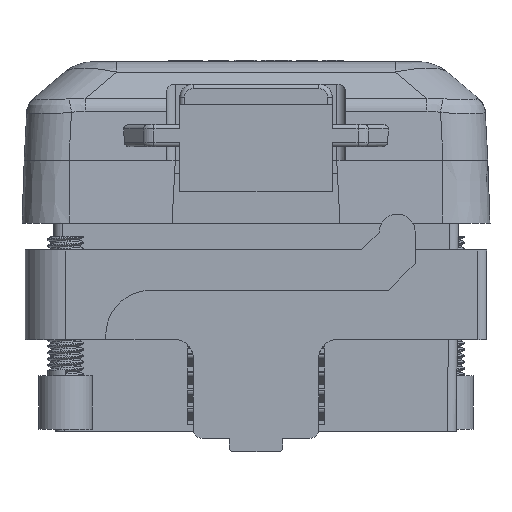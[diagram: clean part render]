
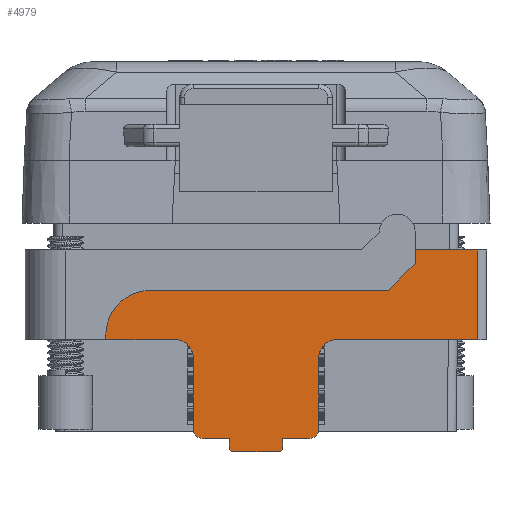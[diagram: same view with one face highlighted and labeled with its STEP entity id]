
A CAD part, front view. The second image highlights one B-rep face of the part: STEP entity #4979.
In plain terms, the highlighted planar face has unit normal (0, -1, 0).
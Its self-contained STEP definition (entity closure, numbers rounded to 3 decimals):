
#2891=CIRCLE('',#22706,2.);
#2912=CIRCLE('',#22741,5.);
#2913=CIRCLE('',#22742,2.);
#2914=CIRCLE('',#22743,1.);
#2915=CIRCLE('',#22744,0.5);
#2916=CIRCLE('',#22745,0.5);
#2917=CIRCLE('',#22746,1.);
#3892=FACE_OUTER_BOUND('',#7168,.T.);
#4979=ADVANCED_FACE('',(#3892),#5671,.T.);
#5671=PLANE('',#22747);
#7168=EDGE_LOOP('',(#12367,#12368,#12369,#12370,#12371,#12372,#12373,#12374,
#12375,#12376,#12377,#12378,#12379,#12380,#12381,#12382,#12383,#12384,#12385,
#12386,#12387));
#12367=ORIENTED_EDGE('',*,*,#17276,.F.);
#12368=ORIENTED_EDGE('',*,*,#17197,.T.);
#12369=ORIENTED_EDGE('',*,*,#17263,.T.);
#12370=ORIENTED_EDGE('',*,*,#17277,.T.);
#12371=ORIENTED_EDGE('',*,*,#17238,.F.);
#12372=ORIENTED_EDGE('',*,*,#17278,.T.);
#12373=ORIENTED_EDGE('',*,*,#17279,.F.);
#12374=ORIENTED_EDGE('',*,*,#17280,.T.);
#12375=ORIENTED_EDGE('',*,*,#17281,.T.);
#12376=ORIENTED_EDGE('',*,*,#17282,.T.);
#12377=ORIENTED_EDGE('',*,*,#17283,.T.);
#12378=ORIENTED_EDGE('',*,*,#17230,.T.);
#12379=ORIENTED_EDGE('',*,*,#17284,.T.);
#12380=ORIENTED_EDGE('',*,*,#17285,.F.);
#12381=ORIENTED_EDGE('',*,*,#17286,.F.);
#12382=ORIENTED_EDGE('',*,*,#17287,.T.);
#12383=ORIENTED_EDGE('',*,*,#17288,.T.);
#12384=ORIENTED_EDGE('',*,*,#17289,.T.);
#12385=ORIENTED_EDGE('',*,*,#17290,.T.);
#12386=ORIENTED_EDGE('',*,*,#17291,.F.);
#12387=ORIENTED_EDGE('',*,*,#17292,.T.);
#14495=VERTEX_POINT('',#56628);
#14496=VERTEX_POINT('',#56630);
#14511=VERTEX_POINT('',#56670);
#14524=VERTEX_POINT('',#56695);
#14532=VERTEX_POINT('',#56716);
#14533=VERTEX_POINT('',#56717);
#14555=VERTEX_POINT('',#56766);
#14564=VERTEX_POINT('',#56790);
#14565=VERTEX_POINT('',#56793);
#14566=VERTEX_POINT('',#56795);
#14567=VERTEX_POINT('',#56797);
#14568=VERTEX_POINT('',#56799);
#14569=VERTEX_POINT('',#56801);
#14570=VERTEX_POINT('',#56804);
#14571=VERTEX_POINT('',#56806);
#14572=VERTEX_POINT('',#56808);
#14573=VERTEX_POINT('',#56810);
#14574=VERTEX_POINT('',#56812);
#14575=VERTEX_POINT('',#56814);
#14576=VERTEX_POINT('',#56816);
#14577=VERTEX_POINT('',#56818);
#17197=EDGE_CURVE('',#14496,#14495,#2891,.T.);
#17230=EDGE_CURVE('',#14511,#14524,#19184,.T.);
#17238=EDGE_CURVE('',#14532,#14533,#19188,.T.);
#17263=EDGE_CURVE('',#14495,#14555,#19206,.T.);
#17276=EDGE_CURVE('',#14496,#14564,#19214,.T.);
#17277=EDGE_CURVE('',#14555,#14533,#19215,.T.);
#17278=EDGE_CURVE('',#14532,#14565,#19216,.T.);
#17279=EDGE_CURVE('',#14566,#14565,#19217,.T.);
#17280=EDGE_CURVE('',#14566,#14567,#2912,.T.);
#17281=EDGE_CURVE('',#14567,#14568,#19218,.T.);
#17282=EDGE_CURVE('',#14568,#14569,#19219,.T.);
#17283=EDGE_CURVE('',#14569,#14511,#2913,.T.);
#17284=EDGE_CURVE('',#14524,#14570,#2914,.T.);
#17285=EDGE_CURVE('',#14571,#14570,#19220,.T.);
#17286=EDGE_CURVE('',#14572,#14571,#19221,.T.);
#17287=EDGE_CURVE('',#14572,#14573,#2915,.T.);
#17288=EDGE_CURVE('',#14573,#14574,#19222,.T.);
#17289=EDGE_CURVE('',#14574,#14575,#2916,.T.);
#17290=EDGE_CURVE('',#14575,#14576,#19223,.T.);
#17291=EDGE_CURVE('',#14577,#14576,#19224,.T.);
#17292=EDGE_CURVE('',#14577,#14564,#2917,.T.);
#19184=LINE('',#56696,#21120);
#19188=LINE('',#56715,#21124);
#19206=LINE('',#56765,#21142);
#19214=LINE('',#56789,#21150);
#19215=LINE('',#56791,#21151);
#19216=LINE('',#56792,#21152);
#19217=LINE('',#56794,#21153);
#19218=LINE('',#56798,#21154);
#19219=LINE('',#56800,#21155);
#19220=LINE('',#56805,#21156);
#19221=LINE('',#56807,#21157);
#19222=LINE('',#56811,#21158);
#19223=LINE('',#56815,#21159);
#19224=LINE('',#56817,#21160);
#21120=VECTOR('',#27462,1.);
#21124=VECTOR('',#27482,1.);
#21142=VECTOR('',#27518,1.);
#21150=VECTOR('',#27540,1.);
#21151=VECTOR('',#27541,1.);
#21152=VECTOR('',#27542,1.);
#21153=VECTOR('',#27543,1.);
#21154=VECTOR('',#27546,1.);
#21155=VECTOR('',#27547,1.);
#21156=VECTOR('',#27552,1.);
#21157=VECTOR('',#27553,1.);
#21158=VECTOR('',#27556,1.);
#21159=VECTOR('',#27559,1.);
#21160=VECTOR('',#27560,1.);
#22706=AXIS2_PLACEMENT_3D('',#56629,#27413,#27414);
#22741=AXIS2_PLACEMENT_3D('',#56796,#27544,#27545);
#22742=AXIS2_PLACEMENT_3D('',#56802,#27548,#27549);
#22743=AXIS2_PLACEMENT_3D('',#56803,#27550,#27551);
#22744=AXIS2_PLACEMENT_3D('',#56809,#27554,#27555);
#22745=AXIS2_PLACEMENT_3D('',#56813,#27557,#27558);
#22746=AXIS2_PLACEMENT_3D('',#56819,#27561,#27562);
#22747=AXIS2_PLACEMENT_3D('',#56820,#27563,#27564);
#27413=DIRECTION('',(0.,1.,0.));
#27414=DIRECTION('',(0.,0.,1.));
#27462=DIRECTION('',(0.,0.,-1.));
#27482=DIRECTION('',(1.,0.,0.));
#27518=DIRECTION('',(1.,0.,0.));
#27540=DIRECTION('',(0.,0.,-1.));
#27541=DIRECTION('',(0.,0.,1.));
#27542=DIRECTION('',(-0.5,0.,-0.866));
#27543=DIRECTION('',(1.,0.,0.));
#27544=DIRECTION('',(0.,-1.,0.));
#27545=DIRECTION('',(0.,0.,-1.));
#27546=DIRECTION('',(0.,0.,-1.));
#27547=DIRECTION('',(1.,0.,0.));
#27548=DIRECTION('',(0.,1.,0.));
#27549=DIRECTION('',(0.,0.,1.));
#27550=DIRECTION('',(0.,-1.,0.));
#27551=DIRECTION('',(0.,0.,-1.));
#27552=DIRECTION('',(-1.,0.,0.));
#27553=DIRECTION('',(0.,0.,1.));
#27554=DIRECTION('',(0.,-1.,0.));
#27555=DIRECTION('',(0.,0.,1.));
#27556=DIRECTION('',(1.,0.,0.));
#27557=DIRECTION('',(0.,-1.,0.));
#27558=DIRECTION('',(0.,0.,1.));
#27559=DIRECTION('',(0.,0.,1.));
#27560=DIRECTION('',(-1.,0.,0.));
#27561=DIRECTION('',(0.,-1.,0.));
#27562=DIRECTION('',(0.,0.,-1.));
#27563=DIRECTION('',(0.,-1.,0.));
#27564=DIRECTION('',(0.,0.,-1.));
#56628=CARTESIAN_POINT('',(-316.04,-465.07,0.));
#56629=CARTESIAN_POINT('',(-316.04,-465.07,-2.));
#56630=CARTESIAN_POINT('',(-318.04,-465.07,-2.));
#56670=CARTESIAN_POINT('',(-332.04,-465.07,-2.));
#56695=CARTESIAN_POINT('',(-332.04,-465.07,-10.));
#56696=CARTESIAN_POINT('',(-332.04,-465.07,6.5));
#56715=CARTESIAN_POINT('',(-325.04,-465.07,10.));
#56716=CARTESIAN_POINT('',(-308.444,-465.07,10.));
#56717=CARTESIAN_POINT('',(-300.29,-465.07,10.));
#56765=CARTESIAN_POINT('',(-325.04,-465.07,0.));
#56766=CARTESIAN_POINT('',(-300.29,-465.07,0.));
#56789=CARTESIAN_POINT('',(-318.04,-465.07,6.5));
#56790=CARTESIAN_POINT('',(-318.04,-465.07,-10.));
#56791=CARTESIAN_POINT('',(-300.29,-465.07,10.));
#56792=CARTESIAN_POINT('',(-314.109,-465.07,0.189));
#56793=CARTESIAN_POINT('',(-311.042,-465.07,5.5));
#56794=CARTESIAN_POINT('',(-325.04,-465.07,5.5));
#56795=CARTESIAN_POINT('',(-336.79,-465.07,5.5));
#56796=CARTESIAN_POINT('',(-336.79,-465.07,0.5));
#56797=CARTESIAN_POINT('',(-341.79,-465.07,0.5));
#56798=CARTESIAN_POINT('',(-341.79,-465.07,6.5));
#56799=CARTESIAN_POINT('',(-341.79,-465.07,0.));
#56800=CARTESIAN_POINT('',(-325.04,-465.07,0.));
#56801=CARTESIAN_POINT('',(-334.04,-465.07,0.));
#56802=CARTESIAN_POINT('',(-334.04,-465.07,-2.));
#56803=CARTESIAN_POINT('',(-331.04,-465.07,-10.));
#56804=CARTESIAN_POINT('',(-331.04,-465.07,-11.));
#56805=CARTESIAN_POINT('',(-300.,-465.07,-11.));
#56806=CARTESIAN_POINT('',(-328.04,-465.07,-11.));
#56807=CARTESIAN_POINT('',(-328.04,-465.07,-12.));
#56808=CARTESIAN_POINT('',(-328.04,-465.07,-12.));
#56809=CARTESIAN_POINT('',(-327.54,-465.07,-12.));
#56810=CARTESIAN_POINT('',(-327.54,-465.07,-12.5));
#56811=CARTESIAN_POINT('',(-325.04,-465.07,-12.5));
#56812=CARTESIAN_POINT('',(-322.54,-465.07,-12.5));
#56813=CARTESIAN_POINT('',(-322.54,-465.07,-12.));
#56814=CARTESIAN_POINT('',(-322.04,-465.07,-12.));
#56815=CARTESIAN_POINT('',(-322.04,-465.07,6.5));
#56816=CARTESIAN_POINT('',(-322.04,-465.07,-11.));
#56817=CARTESIAN_POINT('',(-300.,-465.07,-11.));
#56818=CARTESIAN_POINT('',(-319.04,-465.07,-11.));
#56819=CARTESIAN_POINT('',(-319.04,-465.07,-10.));
#56820=CARTESIAN_POINT('',(-325.04,-465.07,6.5));
